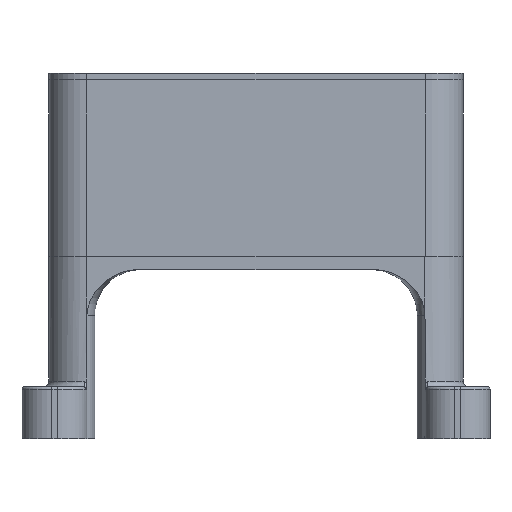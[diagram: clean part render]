
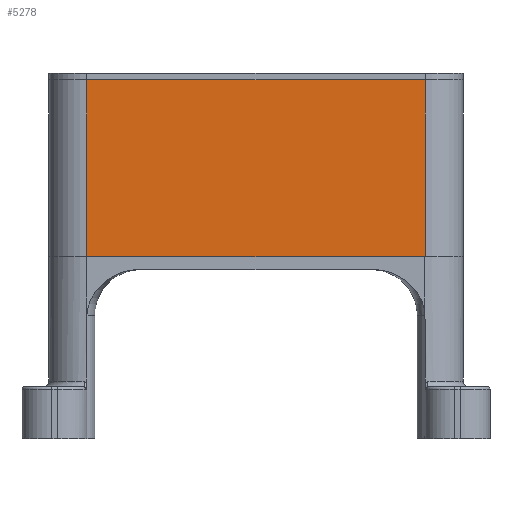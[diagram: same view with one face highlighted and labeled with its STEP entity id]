
A CAD part, front view. The second image highlights one B-rep face of the part: STEP entity #5278.
In plain terms, the highlighted planar face has unit normal (0, -1, 0).
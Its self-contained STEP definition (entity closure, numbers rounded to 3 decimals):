
#882=FACE_OUTER_BOUND('',#1205,.T.);
#1205=EDGE_LOOP('',(#4295,#4296,#4297,#4298));
#1548=LINE('',#9401,#1924);
#1549=LINE('',#9405,#1925);
#1550=LINE('',#9407,#1926);
#1551=LINE('',#9408,#1927);
#1924=VECTOR('',#6971,10.);
#1925=VECTOR('',#6976,10.);
#1926=VECTOR('',#6977,10.);
#1927=VECTOR('',#6978,10.);
#2399=VERTEX_POINT('',#9398);
#2400=VERTEX_POINT('',#9400);
#2401=VERTEX_POINT('',#9404);
#2402=VERTEX_POINT('',#9406);
#3075=EDGE_CURVE('',#2399,#2400,#1548,.T.);
#3077=EDGE_CURVE('',#2401,#2399,#1549,.T.);
#3078=EDGE_CURVE('',#2402,#2401,#1550,.T.);
#3079=EDGE_CURVE('',#2400,#2402,#1551,.T.);
#4295=ORIENTED_EDGE('',*,*,#3075,.F.);
#4296=ORIENTED_EDGE('',*,*,#3077,.F.);
#4297=ORIENTED_EDGE('',*,*,#3078,.F.);
#4298=ORIENTED_EDGE('',*,*,#3079,.F.);
#5050=PLANE('',#5817);
#5278=ADVANCED_FACE('',(#882),#5050,.T.);
#5817=AXIS2_PLACEMENT_3D('',#9403,#6974,#6975);
#6971=DIRECTION('',(0.,0.,1.));
#6974=DIRECTION('center_axis',(0.,-1.,0.));
#6975=DIRECTION('ref_axis',(1.,0.,0.));
#6976=DIRECTION('',(-1.,0.,0.));
#6977=DIRECTION('',(0.,0.,-1.));
#6978=DIRECTION('',(1.,0.,0.));
#9398=CARTESIAN_POINT('',(-65.,-94.634,85.));
#9400=CARTESIAN_POINT('',(-65.,-94.634,153.));
#9401=CARTESIAN_POINT('',(-65.,-94.634,70.));
#9403=CARTESIAN_POINT('Origin',(-79.636,-94.634,85.));
#9404=CARTESIAN_POINT('',(65.,-94.634,85.));
#9405=CARTESIAN_POINT('',(79.636,-94.634,85.));
#9406=CARTESIAN_POINT('',(65.,-94.634,153.));
#9407=CARTESIAN_POINT('',(65.,-94.634,85.));
#9408=CARTESIAN_POINT('',(-65.,-94.634,153.));
